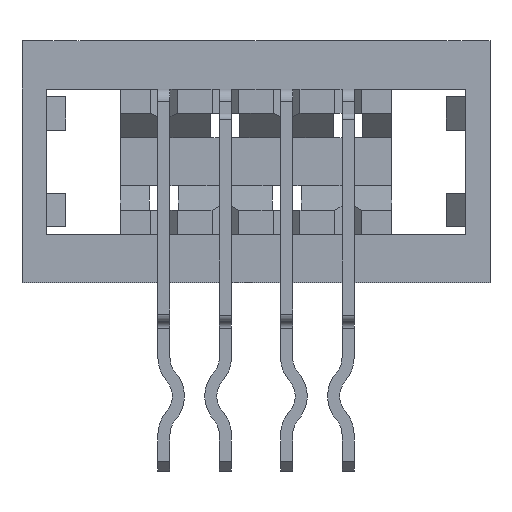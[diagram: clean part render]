
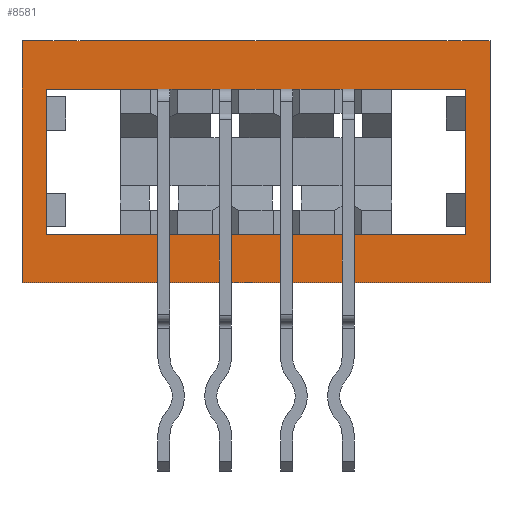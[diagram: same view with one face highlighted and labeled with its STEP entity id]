
A CAD part, left-side view. The second image highlights one B-rep face of the part: STEP entity #8581.
In plain terms, the highlighted face is planar.
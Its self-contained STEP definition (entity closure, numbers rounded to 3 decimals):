
#316=PLANE('',#9292);
#889=LINE('',#13211,#1909);
#897=LINE('',#13229,#1917);
#969=LINE('',#13389,#1989);
#1024=LINE('',#13498,#2044);
#1049=LINE('',#13552,#2069);
#1056=LINE('',#13565,#2076);
#1062=LINE('',#13575,#2082);
#1070=LINE('',#13590,#2090);
#1073=LINE('',#13596,#2093);
#1079=LINE('',#13609,#2099);
#1089=LINE('',#13629,#2109);
#1135=LINE('',#13717,#2155);
#1141=LINE('',#13728,#2161);
#1153=LINE('',#13757,#2173);
#1158=LINE('',#13769,#2178);
#1161=LINE('',#13775,#2181);
#1202=LINE('',#13854,#2222);
#1232=LINE('',#13914,#2252);
#1236=LINE('',#13922,#2256);
#1282=LINE('',#14014,#2302);
#1292=LINE('',#14033,#2312);
#1296=LINE('',#14039,#2316);
#1314=LINE('',#14071,#2334);
#1315=LINE('',#14073,#2335);
#1319=LINE('',#14079,#2339);
#1320=LINE('',#14081,#2340);
#1321=LINE('',#14082,#2341);
#1322=LINE('',#14083,#2342);
#1909=VECTOR('',#10832,1000.);
#1917=VECTOR('',#10844,1000.);
#1989=VECTOR('',#10964,1000.);
#2044=VECTOR('',#11047,1000.);
#2069=VECTOR('',#11102,1000.);
#2076=VECTOR('',#11111,1000.);
#2082=VECTOR('',#11121,1000.);
#2090=VECTOR('',#11135,1000.);
#2093=VECTOR('',#11140,1000.);
#2099=VECTOR('',#11148,1000.);
#2109=VECTOR('',#11162,1000.);
#2155=VECTOR('',#11244,1000.);
#2161=VECTOR('',#11254,1000.);
#2173=VECTOR('',#11280,1000.);
#2178=VECTOR('',#11293,1000.);
#2181=VECTOR('',#11298,1000.);
#2222=VECTOR('',#11363,1000.);
#2252=VECTOR('',#11417,1000.);
#2256=VECTOR('',#11423,1000.);
#2302=VECTOR('',#11497,1000.);
#2312=VECTOR('',#11517,1000.);
#2316=VECTOR('',#11523,1000.);
#2334=VECTOR('',#11557,1000.);
#2335=VECTOR('',#11560,1000.);
#2339=VECTOR('',#11566,1000.);
#2340=VECTOR('',#11569,1000.);
#2341=VECTOR('',#11570,1000.);
#2342=VECTOR('',#11571,1000.);
#4623=ORIENTED_EDGE('',*,*,#6083,.F.);
#4624=ORIENTED_EDGE('',*,*,#5727,.T.);
#4625=ORIENTED_EDGE('',*,*,#5966,.F.);
#4626=ORIENTED_EDGE('',*,*,#5839,.T.);
#4627=ORIENTED_EDGE('',*,*,#5849,.F.);
#4628=ORIENTED_EDGE('',*,*,#5833,.F.);
#4629=ORIENTED_EDGE('',*,*,#5895,.F.);
#4630=ORIENTED_EDGE('',*,*,#5830,.F.);
#4631=ORIENTED_EDGE('',*,*,#6060,.F.);
#4632=ORIENTED_EDGE('',*,*,#5651,.T.);
#4633=ORIENTED_EDGE('',*,*,#5816,.F.);
#4634=ORIENTED_EDGE('',*,*,#5782,.T.);
#4635=ORIENTED_EDGE('',*,*,#6084,.F.);
#4636=ORIENTED_EDGE('',*,*,#5643,.T.);
#4637=ORIENTED_EDGE('',*,*,#6056,.F.);
#4638=ORIENTED_EDGE('',*,*,#6046,.T.);
#4639=ORIENTED_EDGE('',*,*,#6085,.F.);
#4640=ORIENTED_EDGE('',*,*,#5925,.T.);
#4641=ORIENTED_EDGE('',*,*,#5922,.T.);
#4642=ORIENTED_EDGE('',*,*,#6078,.T.);
#4643=ORIENTED_EDGE('',*,*,#6079,.F.);
#4644=ORIENTED_EDGE('',*,*,#6000,.T.);
#4645=ORIENTED_EDGE('',*,*,#5996,.F.);
#4646=ORIENTED_EDGE('',*,*,#6086,.T.);
#4647=ORIENTED_EDGE('',*,*,#5901,.F.);
#4648=ORIENTED_EDGE('',*,*,#5916,.F.);
#4649=ORIENTED_EDGE('',*,*,#5809,.F.);
#4650=ORIENTED_EDGE('',*,*,#5822,.F.);
#5643=EDGE_CURVE('',#6641,#6644,#889,.T.);
#5651=EDGE_CURVE('',#6649,#6652,#897,.T.);
#5727=EDGE_CURVE('',#6713,#6716,#969,.T.);
#5782=EDGE_CURVE('',#6752,#6756,#1024,.T.);
#5809=EDGE_CURVE('',#6771,#6772,#1049,.T.);
#5816=EDGE_CURVE('',#6752,#6652,#1056,.T.);
#5822=EDGE_CURVE('',#6777,#6771,#1062,.T.);
#5830=EDGE_CURVE('',#6781,#6782,#1070,.T.);
#5833=EDGE_CURVE('',#6783,#6784,#1073,.T.);
#5839=EDGE_CURVE('',#6786,#6789,#1079,.T.);
#5849=EDGE_CURVE('',#6784,#6789,#1089,.T.);
#5895=EDGE_CURVE('',#6782,#6783,#1135,.T.);
#5901=EDGE_CURVE('',#6825,#6777,#1141,.T.);
#5916=EDGE_CURVE('',#6772,#6825,#1153,.T.);
#5922=EDGE_CURVE('',#6838,#6837,#1158,.T.);
#5925=EDGE_CURVE('',#6840,#6838,#1161,.T.);
#5966=EDGE_CURVE('',#6786,#6716,#1202,.T.);
#5996=EDGE_CURVE('',#6881,#6883,#1232,.T.);
#6000=EDGE_CURVE('',#6884,#6883,#1236,.T.);
#6046=EDGE_CURVE('',#6917,#6915,#1282,.T.);
#6056=EDGE_CURVE('',#6917,#6644,#1292,.T.);
#6060=EDGE_CURVE('',#6649,#6781,#1296,.T.);
#6078=EDGE_CURVE('',#6837,#6929,#1314,.T.);
#6079=EDGE_CURVE('',#6884,#6929,#1315,.T.);
#6083=EDGE_CURVE('',#6713,#6930,#1319,.T.);
#6084=EDGE_CURVE('',#6641,#6756,#1320,.T.);
#6085=EDGE_CURVE('',#6840,#6915,#1321,.T.);
#6086=EDGE_CURVE('',#6881,#6930,#1322,.T.);
#6641=VERTEX_POINT('',#13205);
#6644=VERTEX_POINT('',#13210);
#6649=VERTEX_POINT('',#13223);
#6652=VERTEX_POINT('',#13228);
#6713=VERTEX_POINT('',#13383);
#6716=VERTEX_POINT('',#13388);
#6752=VERTEX_POINT('',#13487);
#6756=VERTEX_POINT('',#13497);
#6771=VERTEX_POINT('',#13553);
#6772=VERTEX_POINT('',#13554);
#6777=VERTEX_POINT('',#13574);
#6781=VERTEX_POINT('',#13589);
#6782=VERTEX_POINT('',#13591);
#6783=VERTEX_POINT('',#13595);
#6784=VERTEX_POINT('',#13597);
#6786=VERTEX_POINT('',#13603);
#6789=VERTEX_POINT('',#13608);
#6825=VERTEX_POINT('',#13729);
#6837=VERTEX_POINT('',#13768);
#6838=VERTEX_POINT('',#13770);
#6840=VERTEX_POINT('',#13776);
#6881=VERTEX_POINT('',#13907);
#6883=VERTEX_POINT('',#13913);
#6884=VERTEX_POINT('',#13917);
#6915=VERTEX_POINT('',#14005);
#6917=VERTEX_POINT('',#14011);
#6929=VERTEX_POINT('',#14070);
#6930=VERTEX_POINT('',#14077);
#7579=EDGE_LOOP('',(#4623,#4624,#4625,#4626,#4627,#4628,#4629,#4630,#4631,
#4632,#4633,#4634,#4635,#4636,#4637,#4638,#4639,#4640,#4641,#4642,#4643,
#4644,#4645,#4646));
#7580=EDGE_LOOP('',(#4647,#4648,#4649,#4650));
#8023=FACE_BOUND('',#7579,.T.);
#8024=FACE_BOUND('',#7580,.T.);
#8581=ADVANCED_FACE('',(#8023,#8024),#316,.F.);
#9292=AXIS2_PLACEMENT_3D('',#14080,#11567,#11568);
#10832=DIRECTION('',(1.,0.,0.));
#10844=DIRECTION('',(1.,0.,0.));
#10964=DIRECTION('',(-1.,0.,0.));
#11047=DIRECTION('',(1.,0.,0.));
#11102=DIRECTION('',(0.,1.,0.));
#11111=DIRECTION('',(-1.,0.,0.));
#11121=DIRECTION('',(1.,0.,0.));
#11135=DIRECTION('',(-1.,0.,0.));
#11140=DIRECTION('',(1.,0.,0.));
#11148=DIRECTION('',(-1.,0.,0.));
#11162=DIRECTION('',(1.,0.,0.));
#11244=DIRECTION('',(0.,1.,0.));
#11254=DIRECTION('',(0.,-1.,0.));
#11280=DIRECTION('',(-1.,0.,0.));
#11293=DIRECTION('',(0.,1.,0.));
#11298=DIRECTION('',(1.,0.,0.));
#11363=DIRECTION('',(1.,0.,0.));
#11417=DIRECTION('',(1.,0.,0.));
#11423=DIRECTION('',(-1.,0.,0.));
#11497=DIRECTION('',(1.,0.,0.));
#11517=DIRECTION('',(-1.,0.,0.));
#11523=DIRECTION('',(-1.,0.,0.));
#11557=DIRECTION('',(-1.,0.,0.));
#11560=DIRECTION('',(1.,0.,0.));
#11566=DIRECTION('',(1.,0.,0.));
#11567=DIRECTION('',(0.,0.,1.));
#11568=DIRECTION('',(1.,0.,0.));
#11569=DIRECTION('',(-1.,0.,0.));
#11570=DIRECTION('',(-1.,0.,0.));
#11571=DIRECTION('',(-1.,0.,0.));
#13205=CARTESIAN_POINT('',(0.51,-1.5,0.));
#13210=CARTESIAN_POINT('',(0.76,-1.5,0.));
#13211=CARTESIAN_POINT('',(-4.84,-1.5,0.));
#13223=CARTESIAN_POINT('',(-2.03,-1.5,0.));
#13228=CARTESIAN_POINT('',(-1.78,-1.5,0.));
#13229=CARTESIAN_POINT('',(-4.84,-1.5,0.));
#13383=CARTESIAN_POINT('',(-0.51,1.5,0.));
#13388=CARTESIAN_POINT('',(-0.76,1.5,0.));
#13389=CARTESIAN_POINT('',(-4.84,1.5,0.));
#13487=CARTESIAN_POINT('',(-0.76,-1.5,0.));
#13497=CARTESIAN_POINT('',(-0.51,-1.5,0.));
#13498=CARTESIAN_POINT('',(-4.84,-1.5,0.));
#13552=CARTESIAN_POINT('',(4.84,-2.5,0.));
#13553=CARTESIAN_POINT('',(4.84,-2.5,0.));
#13554=CARTESIAN_POINT('',(4.84,2.5,0.));
#13565=CARTESIAN_POINT('',(2.805,-1.5,0.));
#13574=CARTESIAN_POINT('',(-4.84,-2.5,0.));
#13575=CARTESIAN_POINT('',(-4.84,-2.5,0.));
#13589=CARTESIAN_POINT('',(-2.805,-1.5,0.));
#13590=CARTESIAN_POINT('',(-2.805,-1.5,0.));
#13591=CARTESIAN_POINT('',(-4.34,-1.5,0.));
#13595=CARTESIAN_POINT('',(-4.34,1.5,0.));
#13596=CARTESIAN_POINT('',(-4.34,1.5,0.));
#13597=CARTESIAN_POINT('',(-2.805,1.5,0.));
#13603=CARTESIAN_POINT('',(-1.78,1.5,0.));
#13608=CARTESIAN_POINT('',(-2.03,1.5,0.));
#13609=CARTESIAN_POINT('',(-4.84,1.5,0.));
#13629=CARTESIAN_POINT('',(-2.805,1.5,0.));
#13717=CARTESIAN_POINT('',(-4.34,-1.5,0.));
#13728=CARTESIAN_POINT('',(-4.84,2.5,0.));
#13729=CARTESIAN_POINT('',(-4.84,2.5,0.));
#13757=CARTESIAN_POINT('',(4.84,2.5,0.));
#13768=CARTESIAN_POINT('',(4.34,1.5,0.));
#13769=CARTESIAN_POINT('',(4.34,-1.5,0.));
#13770=CARTESIAN_POINT('',(4.34,-1.5,0.));
#13775=CARTESIAN_POINT('',(2.805,-1.5,0.));
#13776=CARTESIAN_POINT('',(2.805,-1.5,0.));
#13854=CARTESIAN_POINT('',(-2.805,1.5,0.));
#13907=CARTESIAN_POINT('',(0.76,1.5,0.));
#13913=CARTESIAN_POINT('',(1.78,1.5,0.));
#13914=CARTESIAN_POINT('',(-2.805,1.5,0.));
#13917=CARTESIAN_POINT('',(2.03,1.5,0.));
#13922=CARTESIAN_POINT('',(-4.84,1.5,0.));
#14005=CARTESIAN_POINT('',(2.03,-1.5,0.));
#14011=CARTESIAN_POINT('',(1.78,-1.5,0.));
#14014=CARTESIAN_POINT('',(-4.84,-1.5,0.));
#14033=CARTESIAN_POINT('',(2.805,-1.5,0.));
#14039=CARTESIAN_POINT('',(2.805,-1.5,0.));
#14070=CARTESIAN_POINT('',(2.805,1.5,0.));
#14071=CARTESIAN_POINT('',(4.34,1.5,0.));
#14073=CARTESIAN_POINT('',(-2.805,1.5,0.));
#14077=CARTESIAN_POINT('',(0.51,1.5,0.));
#14079=CARTESIAN_POINT('',(-2.805,1.5,0.));
#14080=CARTESIAN_POINT('',(-4.84,-2.5,0.));
#14081=CARTESIAN_POINT('',(2.805,-1.5,0.));
#14082=CARTESIAN_POINT('',(2.805,-1.5,0.));
#14083=CARTESIAN_POINT('',(-4.84,1.5,0.));
